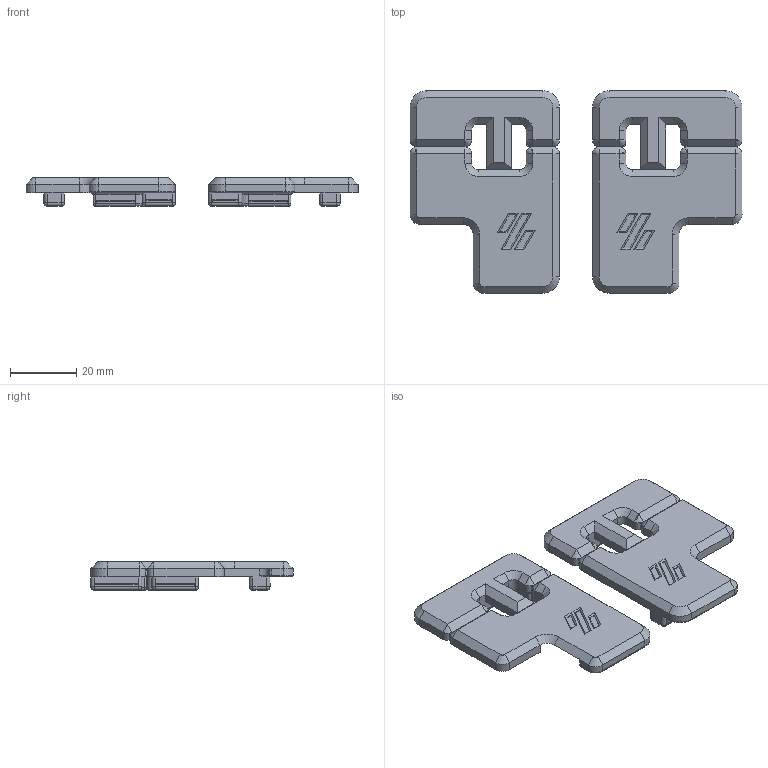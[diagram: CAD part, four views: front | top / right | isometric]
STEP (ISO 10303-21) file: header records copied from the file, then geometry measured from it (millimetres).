
FILE_DESCRIPTION(/* description */ (''),/* implementation_level */ '2;1');
FILE_NAME(/* name */ 'Voron2.4 Z-Belt Cover Mod.step',/* time_stamp */ '2025-05-16T11:12:54-05:00',/* author */ (''),/* organization */ (''),/* preprocessor_version */ 'ST-DEVELOPER v20.1',/* originating_system */ 'Autodesk Translation Framework v14.4.0.0',/* authorisation */ '');
FILE_SCHEMA (('AUTOMOTIVE_DESIGN { 1 0 10303 214 3 1 1 }'));
Length unit declared in the file: millimetre
Products named in the file (3): Voron2.4 Z-Belt Cover Mod; Panels; Z Belt Cover A
Assembly tree (2 placements, depth 3):
  Voron2.4 Z-Belt Cover Mod
    Panels
      Z Belt Cover A
Bounding box: 100.08 x 61 x 8.6 mm (x, y, z)
Volume: 19486.3 mm3; surface area: 13060.1 mm2
Topology: 4 solids, 4 shells, 576 faces, 1349 edges, 777 vertices
Faces by surface type: plane 273, cylinder 203, cone 36, sphere 34, torus 26, bspline 4
Entity records: 16174 total; most frequent: CARTESIAN_POINT 2899, DIRECTION 2883, ORIENTED_EDGE 2666, EDGE_CURVE 1333, AXIS2_PLACEMENT_3D 1001, LINE 881, VECTOR 881, VERTEX_POINT 777
